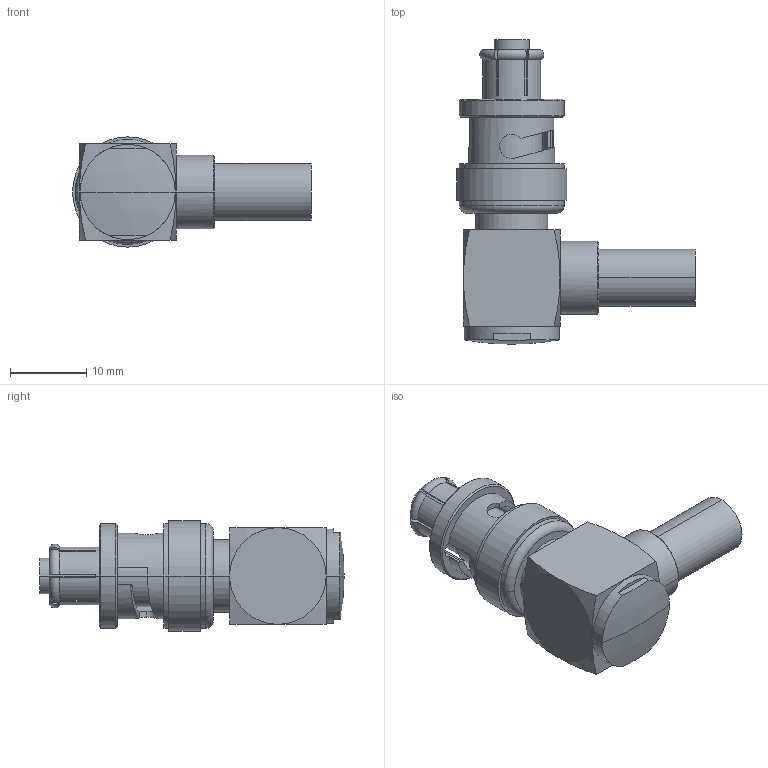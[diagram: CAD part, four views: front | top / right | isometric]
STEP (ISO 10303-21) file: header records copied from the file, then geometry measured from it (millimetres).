
FILE_DESCRIPTION (( 'STEP AP203' ), '1' );
FILE_NAME ('FMCN45847_3D.STEP', '2022-09-15T20:59:18', ( '' ), ( '' ), 'SwSTEP 2.0', 'SolidWorks 2021', '' );
FILE_SCHEMA (( 'CONFIG_CONTROL_DESIGN' ));
Length unit declared in the file: inch
Products named in the file (4): Copy of PE45847-1^FMCN45847; Copy of PE45847-3_FERRULE^FMCN45847; FMCN45847_3D; Copy of PE45847-2_CAP^FMCN45847
Assembly tree (3 placements, depth 2):
  FMCN45847_3D
    Copy of PE45847-1^FMCN45847
    Copy of PE45847-2_CAP^FMCN45847
    Copy of PE45847-3_FERRULE^FMCN45847
Bounding box: 31.4 x 40.01 x 14.5 mm (x, y, z)
Volume: 4168.9 mm3; surface area: 5019.2 mm2
Topology: 3 solids, 3 shells, 182 faces, 449 edges, 289 vertices
Faces by surface type: plane 75, cylinder 60, cone 27, torus 10, sphere 10
Entity records: 6674 total; most frequent: CARTESIAN_POINT 1853, DIRECTION 973, ORIENTED_EDGE 898, EDGE_CURVE 449, AXIS2_PLACEMENT_3D 400, VERTEX_POINT 289, CIRCLE 212, EDGE_LOOP 206
